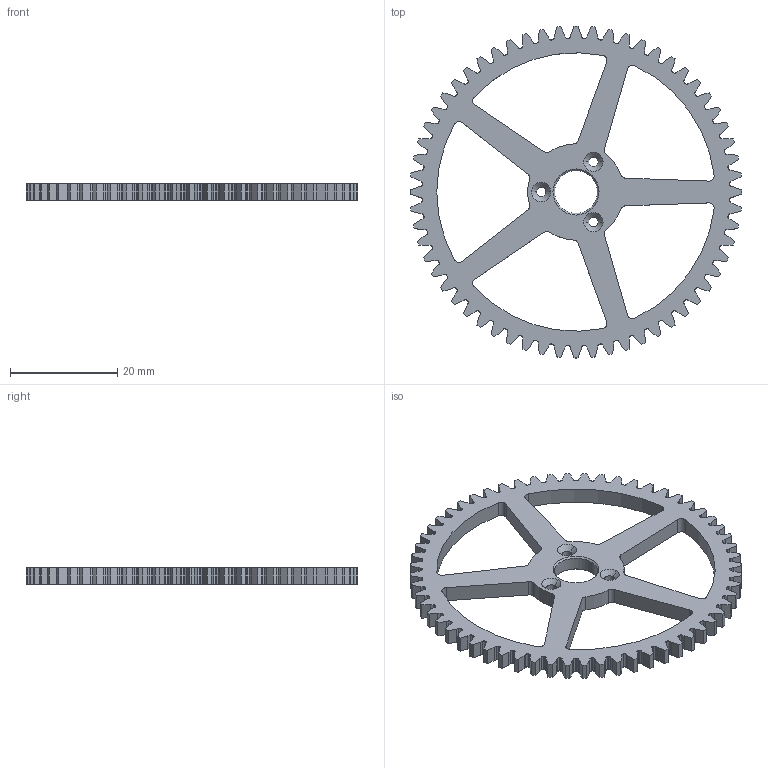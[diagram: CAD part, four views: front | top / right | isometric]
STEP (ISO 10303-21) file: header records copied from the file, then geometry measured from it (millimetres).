
FILE_DESCRIPTION (( 'STEP AP203' ), '1' );
FILE_NAME ('CTT0008.STEP', '2018-11-01T18:50:43', ( '' ), ( '' ), 'SwSTEP 2.0', 'SolidWorks 2016', '' );
FILE_SCHEMA (( 'CONFIG_CONTROL_DESIGN' ));
Length unit declared in the file: millimetre
Products named in the file (1): CTT0008
Bounding box: 62 x 62 x 3 mm (x, y, z)
Volume: 3841.9 mm3; surface area: 4809 mm2
Topology: 1 solids, 1 shells, 573 faces, 1703 edges, 1132 vertices
Faces by surface type: cylinder 311, bspline 240, plane 12, cone 10
Entity records: 22402 total; most frequent: CARTESIAN_POINT 7969, ORIENTED_EDGE 3406, DIRECTION 2523, EDGE_CURVE 1703, VERTEX_POINT 1132, AXIS2_PLACEMENT_3D 966, CIRCLE 632, LINE 591
